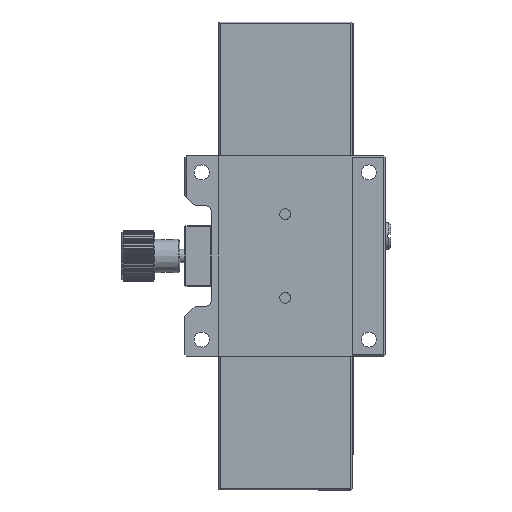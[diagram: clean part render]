
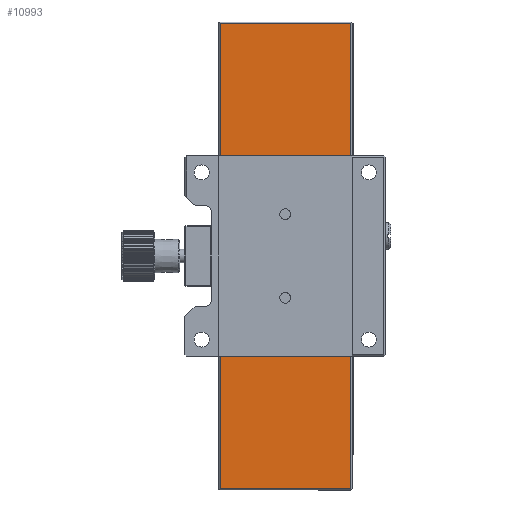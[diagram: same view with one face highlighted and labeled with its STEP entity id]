
A CAD part, front view. The second image highlights one B-rep face of the part: STEP entity #10993.
In plain terms, the highlighted planar face has unit normal (0, -1, 0).
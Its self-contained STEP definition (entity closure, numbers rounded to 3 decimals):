
#18 = ORIENTED_EDGE ( 'NONE', *, *, #3009, .F. ) ;
#38 = CARTESIAN_POINT ( 'NONE',  ( -19.5, 0., 70. ) ) ;
#247 = DIRECTION ( 'NONE',  ( 0., 0., 1. ) ) ;
#613 = FACE_BOUND ( 'NONE', #17902, .T. ) ;
#1123 = AXIS2_PLACEMENT_3D ( 'NONE', #9247, #10684, #247 ) ;
#1689 = VERTEX_POINT ( 'NONE', #10333 ) ;
#1849 = ORIENTED_EDGE ( 'NONE', *, *, #8582, .F. ) ;
#2205 = VECTOR ( 'NONE', #17408, 1000. ) ;
#2401 = CARTESIAN_POINT ( 'NONE',  ( -19.5, 0., -69.7 ) ) ;
#3009 = EDGE_CURVE ( 'NONE', #1689, #1689, #16102, .T. ) ;
#3176 = DIRECTION ( 'NONE',  ( 0., 0., 1. ) ) ;
#3241 = CARTESIAN_POINT ( 'NONE',  ( 0., 0., -12.5 ) ) ;
#3448 = FACE_OUTER_BOUND ( 'NONE', #7147, .T. ) ;
#4109 = LINE ( 'NONE', #2401, #15093 ) ;
#4413 = AXIS2_PLACEMENT_3D ( 'NONE', #17706, #14773, #3176 ) ;
#5184 = AXIS2_PLACEMENT_3D ( 'NONE', #3241, #9041, #13512 ) ;
#5634 = CIRCLE ( 'NONE', #4413, 2.1 ) ;
#6305 = ORIENTED_EDGE ( 'NONE', *, *, #9299, .F. ) ;
#6472 = DIRECTION ( 'NONE',  ( 1., 0., 0. ) ) ;
#6896 = CARTESIAN_POINT ( 'NONE',  ( -19.5, 0., -69.7 ) ) ;
#7132 = CARTESIAN_POINT ( 'NONE',  ( 19.5, 0., 70. ) ) ;
#7147 = EDGE_LOOP ( 'NONE', ( #13022, #11669, #6305, #12437 ) ) ;
#7302 = VERTEX_POINT ( 'NONE', #17330 ) ;
#8027 = EDGE_LOOP ( 'NONE', ( #1849 ) ) ;
#8582 = EDGE_CURVE ( 'NONE', #11281, #11281, #5634, .T. ) ;
#9041 = DIRECTION ( 'NONE',  ( 0., -1., 0. ) ) ;
#9150 = PLANE ( 'NONE',  #1123 ) ;
#9247 = CARTESIAN_POINT ( 'NONE',  ( -19.5, 0., 70. ) ) ;
#9299 = EDGE_CURVE ( 'NONE', #10702, #13425, #4109, .T. ) ;
#9520 = CARTESIAN_POINT ( 'NONE',  ( -19.5, 0., 69.7 ) ) ;
#9789 = VECTOR ( 'NONE', #12957, 1000. ) ;
#10333 = CARTESIAN_POINT ( 'NONE',  ( 0., 0., -10.4 ) ) ;
#10684 = DIRECTION ( 'NONE',  ( 0., 1., 0. ) ) ;
#10702 = VERTEX_POINT ( 'NONE', #13012 ) ;
#10993 = ADVANCED_FACE ( 'NONE', ( #3448, #613, #13260 ), #9150, .F. ) ;
#11091 = VECTOR ( 'NONE', #6472, 1000. ) ;
#11162 = DIRECTION ( 'NONE',  ( -1., 0., 0. ) ) ;
#11281 = VERTEX_POINT ( 'NONE', #14134 ) ;
#11669 = ORIENTED_EDGE ( 'NONE', *, *, #13906, .F. ) ;
#12437 = ORIENTED_EDGE ( 'NONE', *, *, #15726, .F. ) ;
#12479 = LINE ( 'NONE', #9520, #11091 ) ;
#12957 = DIRECTION ( 'NONE',  ( 0., 0., -1. ) ) ;
#13012 = CARTESIAN_POINT ( 'NONE',  ( 19.5, 0., -69.7 ) ) ;
#13022 = ORIENTED_EDGE ( 'NONE', *, *, #18506, .F. ) ;
#13260 = FACE_BOUND ( 'NONE', #8027, .T. ) ;
#13425 = VERTEX_POINT ( 'NONE', #6896 ) ;
#13512 = DIRECTION ( 'NONE',  ( 0., 0., 1. ) ) ;
#13906 = EDGE_CURVE ( 'NONE', #13425, #7302, #14376, .T. ) ;
#14134 = CARTESIAN_POINT ( 'NONE',  ( 0., 0., 14.6 ) ) ;
#14376 = LINE ( 'NONE', #38, #2205 ) ;
#14773 = DIRECTION ( 'NONE',  ( 0., -1., 0. ) ) ;
#15093 = VECTOR ( 'NONE', #11162, 1000. ) ;
#15350 = CARTESIAN_POINT ( 'NONE',  ( 19.5, 0., 69.7 ) ) ;
#15726 = EDGE_CURVE ( 'NONE', #16993, #10702, #15789, .T. ) ;
#15789 = LINE ( 'NONE', #7132, #9789 ) ;
#16102 = CIRCLE ( 'NONE', #5184, 2.1 ) ;
#16993 = VERTEX_POINT ( 'NONE', #15350 ) ;
#17330 = CARTESIAN_POINT ( 'NONE',  ( -19.5, 0., 69.7 ) ) ;
#17408 = DIRECTION ( 'NONE',  ( 0., 0., 1. ) ) ;
#17706 = CARTESIAN_POINT ( 'NONE',  ( 0., 0., 12.5 ) ) ;
#17902 = EDGE_LOOP ( 'NONE', ( #18 ) ) ;
#18506 = EDGE_CURVE ( 'NONE', #7302, #16993, #12479, .T. ) ;
